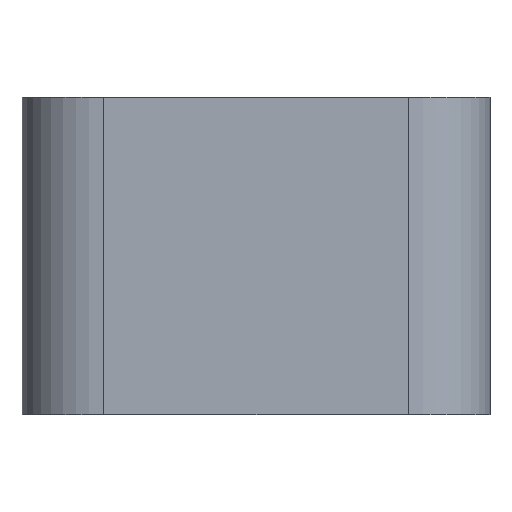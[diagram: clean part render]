
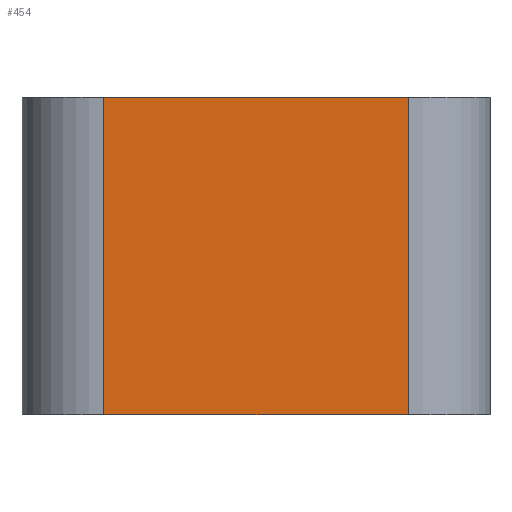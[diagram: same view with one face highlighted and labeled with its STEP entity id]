
A CAD part, left-side view. The second image highlights one B-rep face of the part: STEP entity #454.
In plain terms, the highlighted planar face has unit normal (-1, 0, 0).
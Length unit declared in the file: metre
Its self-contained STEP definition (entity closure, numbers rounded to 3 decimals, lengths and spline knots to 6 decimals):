
#151=ORIENTED_EDGE('',*,*,#222,.T.);
#152=ORIENTED_EDGE('',*,*,#199,.F.);
#153=ORIENTED_EDGE('',*,*,#215,.F.);
#154=ORIENTED_EDGE('',*,*,#207,.T.);
#199=EDGE_CURVE('',#249,#250,#295,.T.);
#207=EDGE_CURVE('',#257,#258,#299,.T.);
#215=EDGE_CURVE('',#257,#249,#303,.T.);
#222=EDGE_CURVE('',#258,#250,#310,.T.);
#249=VERTEX_POINT('',#725);
#250=VERTEX_POINT('',#726);
#257=VERTEX_POINT('',#742);
#258=VERTEX_POINT('',#743);
#295=LINE('',#724,#339);
#299=LINE('',#741,#343);
#303=LINE('',#758,#347);
#310=LINE('',#771,#354);
#339=VECTOR('',#589,1.);
#343=VECTOR('',#603,1.);
#347=VECTOR('',#617,1.);
#354=VECTOR('',#636,1.);
#379=EDGE_LOOP('',(#151,#152,#153,#154));
#409=FACE_BOUND('',#379,.T.);
#429=PLANE('',#509);
#454=ADVANCED_FACE('',(#409),#429,.T.);
#509=AXIS2_PLACEMENT_3D('',#772,#637,#638);
#589=DIRECTION('',(0.,1.,0.));
#603=DIRECTION('',(0.,1.,0.));
#617=DIRECTION('',(0.,0.,-1.));
#636=DIRECTION('',(0.,0.,-1.));
#637=DIRECTION('',(-1.,0.,0.));
#638=DIRECTION('',(0.,0.,1.));
#724=CARTESIAN_POINT('',(-0.012065,0.,-0.003505));
#725=CARTESIAN_POINT('',(-0.012065,-0.002978,-0.003505));
#726=CARTESIAN_POINT('',(-0.012065,0.002978,-0.003505));
#741=CARTESIAN_POINT('',(-0.012065,0.,0.002692));
#742=CARTESIAN_POINT('',(-0.012065,-0.002978,0.002692));
#743=CARTESIAN_POINT('',(-0.012065,0.002978,0.002692));
#758=CARTESIAN_POINT('',(-0.012065,-0.002978,0.002692));
#771=CARTESIAN_POINT('',(-0.012065,0.002978,0.002692));
#772=CARTESIAN_POINT('',(-0.012065,0.,0.002692));
